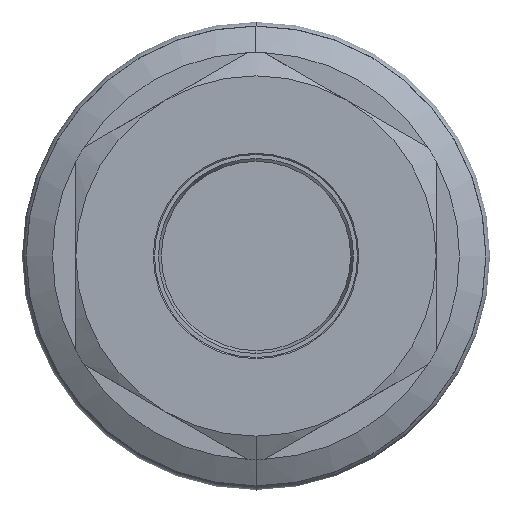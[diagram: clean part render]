
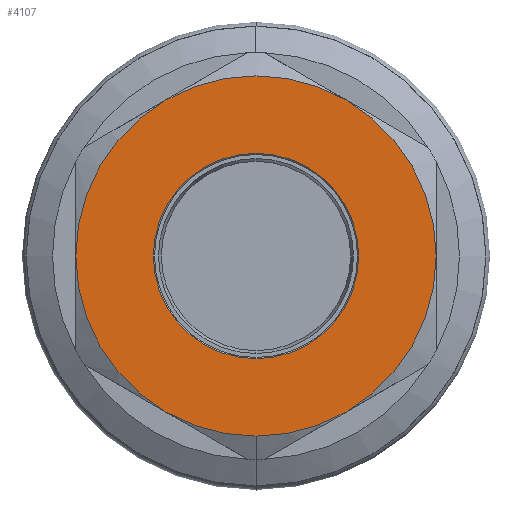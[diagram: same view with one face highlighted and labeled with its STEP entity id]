
A CAD part, left-side view. The second image highlights one B-rep face of the part: STEP entity #4107.
In plain terms, the highlighted planar face has unit normal (-1, 0, 0).
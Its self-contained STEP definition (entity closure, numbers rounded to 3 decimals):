
#48 = CIRCLE ( 'NONE', #560, 15.85 ) ;
#186 = CIRCLE ( 'NONE', #3859, 15.85 ) ;
#208 = CARTESIAN_POINT ( 'NONE',  ( -47.288, 0., 0. ) ) ;
#262 = EDGE_CURVE ( 'NONE', #6164, #514, #7948, .T. ) ;
#275 = EDGE_CURVE ( 'NONE', #4235, #834, #186, .T. ) ;
#305 = DIRECTION ( 'NONE',  ( 0., 0., -1. ) ) ;
#331 = DIRECTION ( 'NONE',  ( -1., 0., 0. ) ) ;
#454 = CARTESIAN_POINT ( 'NONE',  ( -47.288, 0., 0. ) ) ;
#514 = VERTEX_POINT ( 'NONE', #4842 ) ;
#560 = AXIS2_PLACEMENT_3D ( 'NONE', #454, #3982, #1810 ) ;
#641 = CARTESIAN_POINT ( 'NONE',  ( -47.288, 0., 0. ) ) ;
#685 = AXIS2_PLACEMENT_3D ( 'NONE', #641, #2144, #769 ) ;
#740 = DIRECTION ( 'NONE',  ( 0., 0., 1. ) ) ;
#769 = DIRECTION ( 'NONE',  ( 0., 0., -1. ) ) ;
#834 = VERTEX_POINT ( 'NONE', #1670 ) ;
#1008 = CARTESIAN_POINT ( 'NONE',  ( -47.288, 0., -9.03 ) ) ;
#1114 = VERTEX_POINT ( 'NONE', #7774 ) ;
#1142 = DIRECTION ( 'NONE',  ( 1., 0., 0. ) ) ;
#1198 = EDGE_CURVE ( 'NONE', #1114, #4235, #4129, .T. ) ;
#1282 = EDGE_CURVE ( 'NONE', #4224, #1114, #5519, .T. ) ;
#1434 = AXIS2_PLACEMENT_3D ( 'NONE', #1738, #6727, #2406 ) ;
#1654 = DIRECTION ( 'NONE',  ( 1., 0., 0. ) ) ;
#1670 = CARTESIAN_POINT ( 'NONE',  ( -47.288, -7.925, 13.727 ) ) ;
#1738 = CARTESIAN_POINT ( 'NONE',  ( -47.288, 0., 0. ) ) ;
#1810 = DIRECTION ( 'NONE',  ( 0., 0., -1. ) ) ;
#1914 = ORIENTED_EDGE ( 'NONE', *, *, #5693, .F. ) ;
#2144 = DIRECTION ( 'NONE',  ( 1., 0., 0. ) ) ;
#2170 = CARTESIAN_POINT ( 'NONE',  ( -47.288, 0., -15.85 ) ) ;
#2246 = EDGE_CURVE ( 'NONE', #3029, #5428, #48, .T. ) ;
#2406 = DIRECTION ( 'NONE',  ( 0., 0., -1. ) ) ;
#2573 = EDGE_CURVE ( 'NONE', #514, #6164, #2738, .T. ) ;
#2598 = VERTEX_POINT ( 'NONE', #2170 ) ;
#2738 = CIRCLE ( 'NONE', #2853, 9.03 ) ;
#2815 = CIRCLE ( 'NONE', #6580, 15.85 ) ;
#2853 = AXIS2_PLACEMENT_3D ( 'NONE', #6565, #8034, #4303 ) ;
#2914 = CARTESIAN_POINT ( 'NONE',  ( -47.288, 0., 0. ) ) ;
#3029 = VERTEX_POINT ( 'NONE', #7035 ) ;
#3116 = EDGE_LOOP ( 'NONE', ( #5186, #5989, #1914, #7511, #8403, #7878, #5908 ) ) ;
#3206 = DIRECTION ( 'NONE',  ( 1., 0., 0. ) ) ;
#3291 = CARTESIAN_POINT ( 'NONE',  ( -47.288, 0., 0. ) ) ;
#3789 = FACE_BOUND ( 'NONE', #8884, .T. ) ;
#3859 = AXIS2_PLACEMENT_3D ( 'NONE', #8338, #4620, #9056 ) ;
#3982 = DIRECTION ( 'NONE',  ( 1., 0., 0. ) ) ;
#3995 = CARTESIAN_POINT ( 'NONE',  ( -47.288, 7.925, -13.727 ) ) ;
#4005 = CARTESIAN_POINT ( 'NONE',  ( -47.288, 0., 0. ) ) ;
#4063 = DIRECTION ( 'NONE',  ( 0., 0., -1. ) ) ;
#4107 = ADVANCED_FACE ( 'NONE', ( #3789, #5151 ), #6626, .T. ) ;
#4129 = CIRCLE ( 'NONE', #685, 15.85 ) ;
#4183 = CIRCLE ( 'NONE', #1434, 15.85 ) ;
#4224 = VERTEX_POINT ( 'NONE', #3995 ) ;
#4235 = VERTEX_POINT ( 'NONE', #6863 ) ;
#4303 = DIRECTION ( 'NONE',  ( 0., 0., 1. ) ) ;
#4620 = DIRECTION ( 'NONE',  ( 1., 0., 0. ) ) ;
#4842 = CARTESIAN_POINT ( 'NONE',  ( -47.288, 0., 9.03 ) ) ;
#5151 = FACE_OUTER_BOUND ( 'NONE', #3116, .T. ) ;
#5158 = DIRECTION ( 'NONE',  ( -1., 0., 0. ) ) ;
#5186 = ORIENTED_EDGE ( 'NONE', *, *, #1282, .F. ) ;
#5428 = VERTEX_POINT ( 'NONE', #7281 ) ;
#5519 = CIRCLE ( 'NONE', #9149, 15.85 ) ;
#5693 = EDGE_CURVE ( 'NONE', #5428, #2598, #7905, .T. ) ;
#5856 = ORIENTED_EDGE ( 'NONE', *, *, #262, .F. ) ;
#5908 = ORIENTED_EDGE ( 'NONE', *, *, #1198, .F. ) ;
#5989 = ORIENTED_EDGE ( 'NONE', *, *, #6526, .F. ) ;
#6085 = DIRECTION ( 'NONE',  ( 0., 0., 1. ) ) ;
#6164 = VERTEX_POINT ( 'NONE', #1008 ) ;
#6526 = EDGE_CURVE ( 'NONE', #2598, #4224, #4183, .T. ) ;
#6565 = CARTESIAN_POINT ( 'NONE',  ( -47.288, 0., 0. ) ) ;
#6580 = AXIS2_PLACEMENT_3D ( 'NONE', #6711, #1654, #7439 ) ;
#6626 = PLANE ( 'NONE',  #7512 ) ;
#6711 = CARTESIAN_POINT ( 'NONE',  ( -47.288, 0., 0. ) ) ;
#6727 = DIRECTION ( 'NONE',  ( 1., 0., 0. ) ) ;
#6863 = CARTESIAN_POINT ( 'NONE',  ( -47.288, 7.925, 13.727 ) ) ;
#7035 = CARTESIAN_POINT ( 'NONE',  ( -47.288, -15.85, 0. ) ) ;
#7281 = CARTESIAN_POINT ( 'NONE',  ( -47.288, -7.925, -13.727 ) ) ;
#7439 = DIRECTION ( 'NONE',  ( 0., 0., -1. ) ) ;
#7511 = ORIENTED_EDGE ( 'NONE', *, *, #2246, .F. ) ;
#7512 = AXIS2_PLACEMENT_3D ( 'NONE', #2914, #5158, #740 ) ;
#7718 = AXIS2_PLACEMENT_3D ( 'NONE', #4005, #1142, #4063 ) ;
#7774 = CARTESIAN_POINT ( 'NONE',  ( -47.288, 15.85, 0. ) ) ;
#7878 = ORIENTED_EDGE ( 'NONE', *, *, #275, .F. ) ;
#7905 = CIRCLE ( 'NONE', #7718, 15.85 ) ;
#7948 = CIRCLE ( 'NONE', #9091, 9.03 ) ;
#8034 = DIRECTION ( 'NONE',  ( -1., 0., 0. ) ) ;
#8338 = CARTESIAN_POINT ( 'NONE',  ( -47.288, 0., 0. ) ) ;
#8403 = ORIENTED_EDGE ( 'NONE', *, *, #9360, .F. ) ;
#8707 = ORIENTED_EDGE ( 'NONE', *, *, #2573, .F. ) ;
#8884 = EDGE_LOOP ( 'NONE', ( #8707, #5856 ) ) ;
#9056 = DIRECTION ( 'NONE',  ( 0., 0., -1. ) ) ;
#9091 = AXIS2_PLACEMENT_3D ( 'NONE', #3291, #331, #6085 ) ;
#9149 = AXIS2_PLACEMENT_3D ( 'NONE', #208, #3206, #305 ) ;
#9360 = EDGE_CURVE ( 'NONE', #834, #3029, #2815, .T. ) ;
